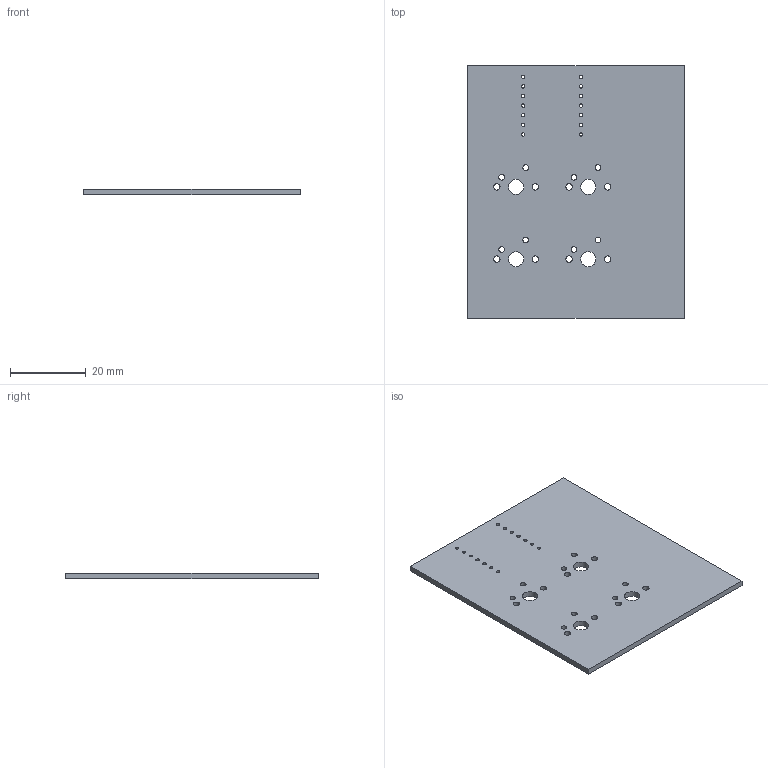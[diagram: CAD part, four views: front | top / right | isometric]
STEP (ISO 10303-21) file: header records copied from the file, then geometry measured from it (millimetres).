
FILE_DESCRIPTION(('KiCad electronic assembly'),'2;1');
FILE_NAME('_autosave-Hackpad.step','2025-07-09T17:50:08',('Pcbnew'),( 'Kicad'),'Open CASCADE STEP processor 7.9','KiCad to STEP converter' ,'Unknown');
FILE_SCHEMA(('AUTOMOTIVE_DESIGN { 1 0 10303 214 1 1 1 1 }'));
Length unit declared in the file: millimetre
Products named in the file (2): _autosave-Hackpad 1; _autosave-Hackpad_PCB
Assembly tree (1 placements, depth 2):
  _autosave-Hackpad 1
    _autosave-Hackpad_PCB
Bounding box: 57.15 x 66.66 x 1.51 mm (x, y, z)
Volume: 5614.9 mm3; surface area: 8067.2 mm2
Topology: 1 solids, 1 shells, 40 faces, 114 edges, 76 vertices
Faces by surface type: cylinder 34, plane 6
Full cylindrical faces by diameter (mm): 0.889 x14, 1.5 x8, 1.7 x8, 4 x4
Entity records: 1519 total; most frequent: DIRECTION 266, CARTESIAN_POINT 232, ORIENTED_EDGE 228, EDGE_CURVE 114, AXIS2_PLACEMENT_3D 110, FACE_BOUND 108, EDGE_LOOP 108, VERTEX_POINT 76
